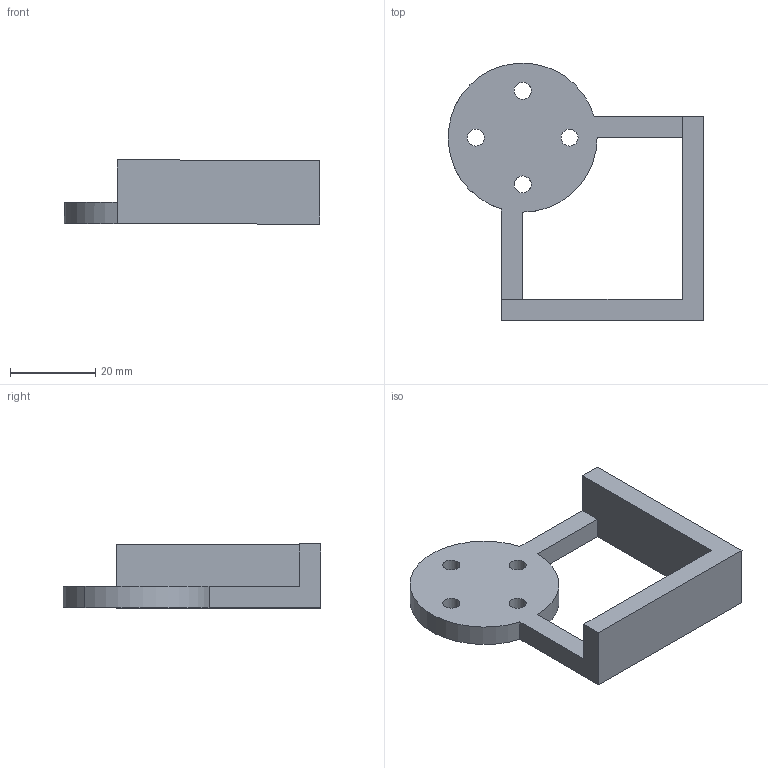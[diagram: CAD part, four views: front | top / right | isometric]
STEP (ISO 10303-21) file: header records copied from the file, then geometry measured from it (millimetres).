
FILE_DESCRIPTION(('HOOPS Exchange Step'),'2;1');
FILE_NAME('temp_export','2025-01-23T14:52:46+02:00',('cliffcheney'),('Shapr3D Limited'),'HOOPS Exchange 2024.6','Shapr3D','Authorized');
FILE_SCHEMA( ('AP242_MANAGED_MODEL_BASED_3D_ENGINEERING_MIM_LF {1 0 10303 442 1 1 4 }') );
Length unit declared in the file: millimetre
Products named in the file (1): Foot Position Tool - 1x BLACK
Bounding box: 59.98 x 60.45 x 15.08 mm (x, y, z)
Volume: 12371.3 mm3; surface area: 7116.2 mm2
Topology: 1 solids, 1 shells, 18 faces, 59 edges, 42 vertices
Faces by surface type: plane 11, cylinder 7
Full cylindrical faces by diameter (mm): 4 x4
Entity records: 725 total; most frequent: CARTESIAN_POINT 121, DIRECTION 121, ORIENTED_EDGE 118, EDGE_CURVE 59, AXIS2_PLACEMENT_3D 42, VERTEX_POINT 42, VECTOR 37, LINE 37
